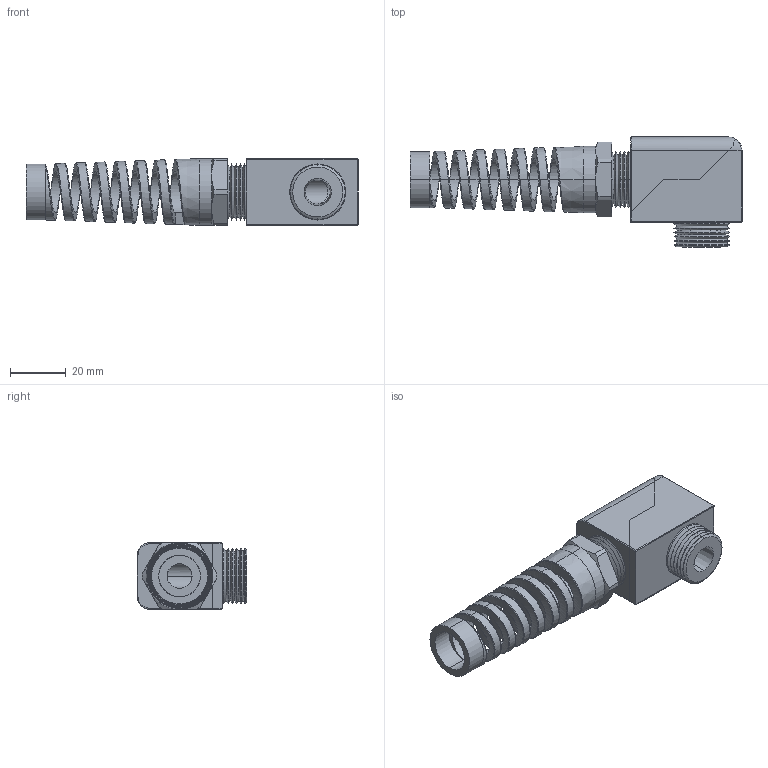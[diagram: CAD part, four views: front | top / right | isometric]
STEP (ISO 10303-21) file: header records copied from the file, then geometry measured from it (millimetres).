
FILE_DESCRIPTION (( 'STEP AP203' ), '1' );
FILE_NAME ('EF20MR-BK.STEP', '2008-06-17T10:48:15', ( 'BSI 02' ), ( 'BAYSTATE' ), 'SwSTEP 2.0', 'SolidWorks 2007', '' );
FILE_SCHEMA (( 'CONFIG_CONTROL_DESIGN' ));
Length unit declared in the file: inch
Products named in the file (1): EF20MR-BK
Bounding box: 118.87 x 39.37 x 23.88 mm (x, y, z)
Volume: 40136 mm3; surface area: 19260.1 mm2
Topology: 3 solids, 3 shells, 183 faces, 437 edges, 258 vertices
Faces by surface type: cone 77, cylinder 63, plane 31, bspline 8, torus 2, sphere 2
Entity records: 13794 total; most frequent: CARTESIAN_POINT 9710, ORIENTED_EDGE 866, DIRECTION 799, EDGE_CURVE 433, AXIS2_PLACEMENT_3D 305, VERTEX_POINT 258, EDGE_LOOP 191, VECTOR 189
